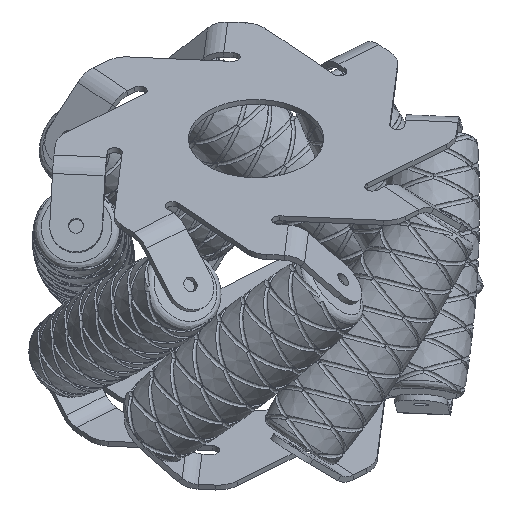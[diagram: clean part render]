
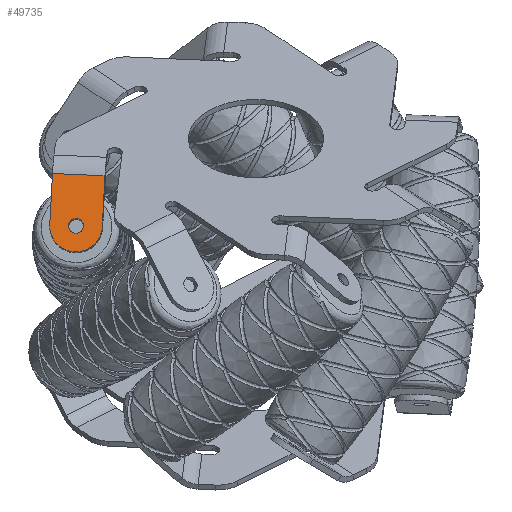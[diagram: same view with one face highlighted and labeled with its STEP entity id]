
A CAD part, isometric view. The second image highlights one B-rep face of the part: STEP entity #49735.
In plain terms, the highlighted free-form (B-spline) face has degree [1, 1] with [2, 2] control points.
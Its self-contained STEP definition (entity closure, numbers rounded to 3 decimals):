
#49667 = EDGE_CURVE('',#49668,#49670,#49672,.T.);
#49668 = VERTEX_POINT('',#49669);
#49669 = CARTESIAN_POINT('',(-23.925,11.588,
    47.027));
#49670 = VERTEX_POINT('',#49671);
#49671 = CARTESIAN_POINT('',(-28.567,7.589,
    40.901));
#49672 = B_SPLINE_CURVE_WITH_KNOTS('',1,(#49673,#49674),.UNSPECIFIED.,
  .F.,.F.,(2,2),(-4.592,2.334),
  .PIECEWISE_BEZIER_KNOTS.);
#49673 = CARTESIAN_POINT('',(-23.925,11.588,
    47.027));
#49674 = CARTESIAN_POINT('',(-28.567,7.589,
    40.901));
#49713 = VERTEX_POINT('',#49714);
#49714 = CARTESIAN_POINT('',(-34.283,14.224,
    40.901));
#49719 = EDGE_CURVE('',#49720,#49713,#49722,.T.);
#49720 = VERTEX_POINT('',#49721);
#49721 = CARTESIAN_POINT('',(-29.641,18.223,
    47.027));
#49722 = B_SPLINE_CURVE_WITH_KNOTS('',1,(#49723,#49724),.UNSPECIFIED.,
  .F.,.F.,(2,2),(-4.592,2.334),
  .PIECEWISE_BEZIER_KNOTS.);
#49723 = CARTESIAN_POINT('',(-29.641,18.223,
    47.027));
#49724 = CARTESIAN_POINT('',(-34.283,14.224,
    40.901));
#49735 = ADVANCED_FACE('',(#49736,#49750),#49767,.T.);
#49736 = FACE_BOUND('',#49737,.T.);
#49737 = EDGE_LOOP('',(#49738));
#49738 = ORIENTED_EDGE('',*,*,#49739,.F.);
#49739 = EDGE_CURVE('',#49740,#49740,#49742,.T.);
#49740 = VERTEX_POINT('',#49741);
#49741 = CARTESIAN_POINT('',(-30.755,11.484,
    41.785));
#49742 = ( BOUNDED_CURVE() B_SPLINE_CURVE(2,(#49743,#49744,#49745,#49746
    ,#49747,#49748,#49749),.UNSPECIFIED.,.T.,.F.) 
B_SPLINE_CURVE_WITH_KNOTS((1,2,2,2,2,1),(-2.094,0.,
    2.094,4.189,6.283,8.378),
.UNSPECIFIED.) CURVE() GEOMETRIC_REPRESENTATION_ITEM() 
RATIONAL_B_SPLINE_CURVE((1.,0.5,1.,0.5,1.,0.5,1.)) REPRESENTATION_ITEM(
  '') );
#49743 = CARTESIAN_POINT('',(-30.755,11.484,
    41.785));
#49744 = CARTESIAN_POINT('',(-32.169,13.125,
    41.785));
#49745 = CARTESIAN_POINT('',(-32.467,11.439,
    40.458));
#49746 = CARTESIAN_POINT('',(-32.766,9.752,
    39.131));
#49747 = CARTESIAN_POINT('',(-31.053,9.797,
    40.458));
#49748 = CARTESIAN_POINT('',(-29.341,9.842,
    41.785));
#49749 = CARTESIAN_POINT('',(-30.755,11.484,
    41.785));
#49750 = FACE_BOUND('',#49751,.T.);
#49751 = EDGE_LOOP('',(#49752,#49760,#49761,#49766));
#49752 = ORIENTED_EDGE('',*,*,#49753,.T.);
#49753 = EDGE_CURVE('',#49713,#49670,#49754,.T.);
#49754 = ( BOUNDED_CURVE() B_SPLINE_CURVE(2,(#49755,#49756,#49757,#49758
,#49759),.UNSPECIFIED.,.F.,.F.) B_SPLINE_CURVE_WITH_KNOTS((3,2,3),(
    1.571,3.142,4.712),
.PIECEWISE_BEZIER_KNOTS.) CURVE() GEOMETRIC_REPRESENTATION_ITEM() 
RATIONAL_B_SPLINE_CURVE((1.,0.707,1.,0.707,1.)) 
REPRESENTATION_ITEM('') );
#49755 = CARTESIAN_POINT('',(-34.283,14.224,
    40.901));
#49756 = CARTESIAN_POINT('',(-36.629,12.203,
    37.805));
#49757 = CARTESIAN_POINT('',(-33.771,8.886,
    37.805));
#49758 = CARTESIAN_POINT('',(-30.913,5.568,
    37.805));
#49759 = CARTESIAN_POINT('',(-28.567,7.589,
    40.901));
#49760 = ORIENTED_EDGE('',*,*,#49667,.F.);
#49761 = ORIENTED_EDGE('',*,*,#49762,.T.);
#49762 = EDGE_CURVE('',#49668,#49720,#49763,.T.);
#49763 = B_SPLINE_CURVE_WITH_KNOTS('',1,(#49764,#49765),.UNSPECIFIED.,
  .F.,.F.,(2,2),(-3.5,3.5),.PIECEWISE_BEZIER_KNOTS.);
#49764 = CARTESIAN_POINT('',(-23.925,11.588,
    47.027));
#49765 = CARTESIAN_POINT('',(-29.641,18.223,
    47.027));
#49766 = ORIENTED_EDGE('',*,*,#49719,.T.);
#49767 = B_SPLINE_SURFACE_WITH_KNOTS('',1,1,(
    (#49768,#49769)
    ,(#49770,#49771
    )),.UNSPECIFIED.,.F.,.F.,.F.,(2,2),(2,2),(-3.5,3.5),(-4.592
    ,5.834),.PIECEWISE_BEZIER_KNOTS.);
#49768 = CARTESIAN_POINT('',(-23.925,11.588,
    47.027));
#49769 = CARTESIAN_POINT('',(-30.913,5.568,
    37.805));
#49770 = CARTESIAN_POINT('',(-29.641,18.223,
    47.027));
#49771 = CARTESIAN_POINT('',(-36.629,12.203,
    37.805));
